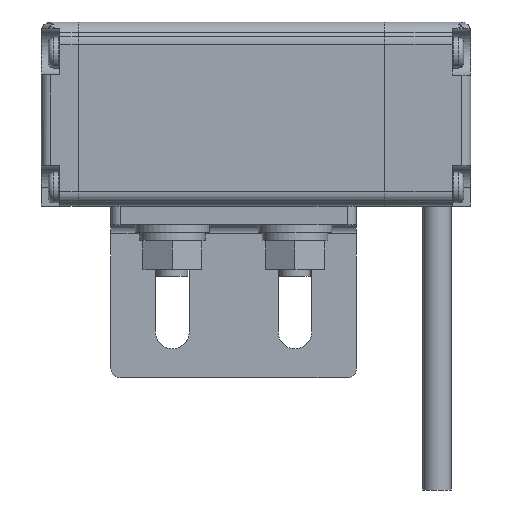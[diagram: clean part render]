
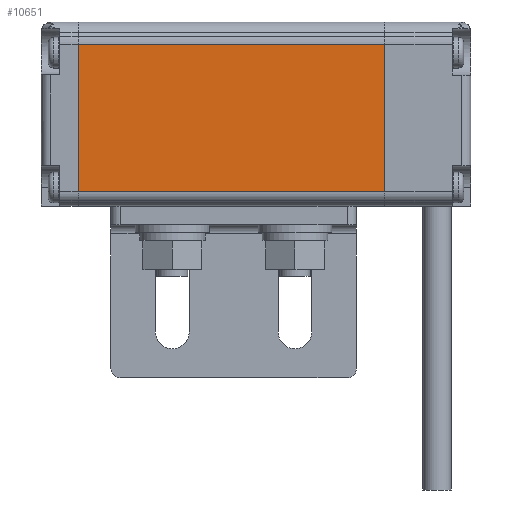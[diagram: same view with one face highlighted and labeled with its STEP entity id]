
A CAD part, left-side view. The second image highlights one B-rep face of the part: STEP entity #10651.
In plain terms, the highlighted planar face has unit normal (-1, 0, 0).
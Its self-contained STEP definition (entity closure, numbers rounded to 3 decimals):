
#1170=FACE_OUTER_BOUND('',#1765,.T.);
#1765=EDGE_LOOP('',(#7209,#7210,#7211,#7212));
#2440=LINE('',#15972,#3469);
#2441=LINE('',#15975,#3470);
#2442=LINE('',#15977,#3471);
#2443=LINE('',#15978,#3472);
#3469=VECTOR('',#12585,1.);
#3470=VECTOR('',#12588,1.);
#3471=VECTOR('',#12589,1.);
#3472=VECTOR('',#12590,1.);
#4498=VERTEX_POINT('',#15968);
#4499=VERTEX_POINT('',#15970);
#4500=VERTEX_POINT('',#15974);
#4501=VERTEX_POINT('',#15976);
#5586=EDGE_CURVE('',#4498,#4499,#2440,.T.);
#5587=EDGE_CURVE('',#4500,#4498,#2441,.T.);
#5588=EDGE_CURVE('',#4501,#4499,#2442,.T.);
#5589=EDGE_CURVE('',#4500,#4501,#2443,.T.);
#7209=ORIENTED_EDGE('',*,*,#5587,.T.);
#7210=ORIENTED_EDGE('',*,*,#5586,.T.);
#7211=ORIENTED_EDGE('',*,*,#5588,.F.);
#7212=ORIENTED_EDGE('',*,*,#5589,.F.);
#10312=PLANE('',#11297);
#10651=ADVANCED_FACE('',(#1170),#10312,.T.);
#11297=AXIS2_PLACEMENT_3D('',#15973,#12586,#12587);
#12585=DIRECTION('',(0.,-1.,0.));
#12586=DIRECTION('center_axis',(-1.,0.,0.));
#12587=DIRECTION('ref_axis',(0.,0.,
-1.));
#12588=DIRECTION('',(0.,0.,-1.));
#12589=DIRECTION('',(0.,0.,-1.));
#12590=DIRECTION('',(0.,-1.,0.));
#15968=CARTESIAN_POINT('',(-14.,64.,-4.372));
#15970=CARTESIAN_POINT('',(-14.,14.,-4.372));
#15972=CARTESIAN_POINT('',(-14.,64.,-4.372));
#15973=CARTESIAN_POINT('Origin',(-14.,64.,19.635));
#15974=CARTESIAN_POINT('',(-14.,64.,19.635));
#15975=CARTESIAN_POINT('',(-14.,64.,19.635));
#15976=CARTESIAN_POINT('',(-14.,14.,19.635));
#15977=CARTESIAN_POINT('',(-14.,14.,19.635));
#15978=CARTESIAN_POINT('',(-14.,64.,19.635));
